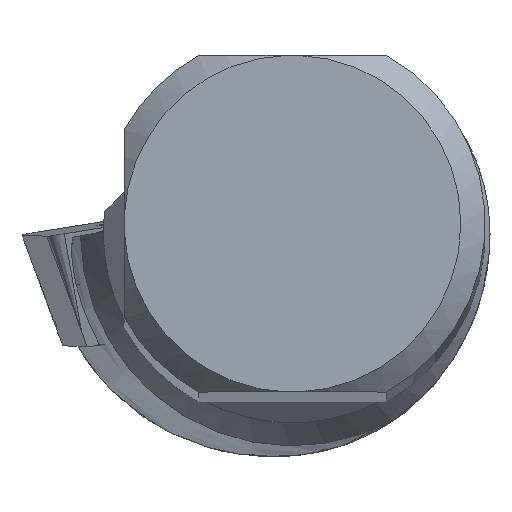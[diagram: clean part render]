
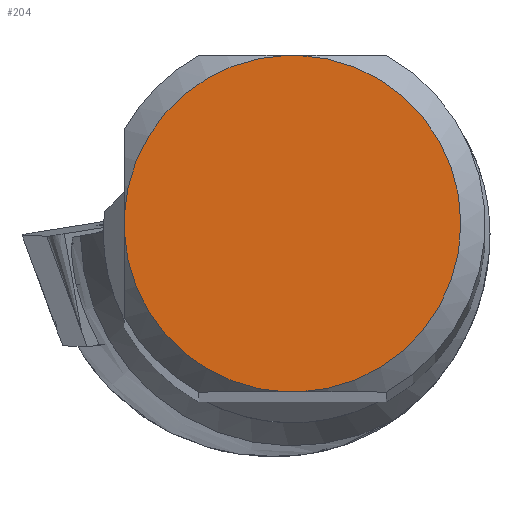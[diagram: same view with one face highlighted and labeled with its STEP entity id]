
A CAD part, top view. The second image highlights one B-rep face of the part: STEP entity #204.
In plain terms, the highlighted planar face has unit normal (0, 0, 1).
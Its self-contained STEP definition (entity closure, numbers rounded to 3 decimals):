
#155=FACE_OUTER_BOUND('',#436,.T.);
#204=ADVANCED_FACE('',(#155),#235,.T.);
#235=PLANE('',#1122);
#292=LINE('',#1823,#359);
#293=LINE('',#1824,#360);
#294=LINE('',#1828,#361);
#359=VECTOR('',#1320,1.);
#360=VECTOR('',#1321,1.);
#361=VECTOR('',#1324,1.);
#436=EDGE_LOOP('',(#596,#597,#598,#599,#600,#601));
#596=ORIENTED_EDGE('',*,*,#907,.F.);
#597=ORIENTED_EDGE('',*,*,#887,.T.);
#598=ORIENTED_EDGE('',*,*,#908,.F.);
#599=ORIENTED_EDGE('',*,*,#909,.T.);
#600=ORIENTED_EDGE('',*,*,#910,.F.);
#601=ORIENTED_EDGE('',*,*,#889,.T.);
#782=VERTEX_POINT('',#1745);
#784=VERTEX_POINT('',#1752);
#785=VERTEX_POINT('',#1759);
#786=VERTEX_POINT('',#1761);
#796=VERTEX_POINT('',#1825);
#797=VERTEX_POINT('',#1827);
#887=EDGE_CURVE('',#782,#784,#964,.T.);
#889=EDGE_CURVE('',#786,#785,#965,.T.);
#907=EDGE_CURVE('',#782,#785,#292,.T.);
#908=EDGE_CURVE('',#796,#784,#293,.T.);
#909=EDGE_CURVE('',#796,#797,#968,.T.);
#910=EDGE_CURVE('',#786,#797,#294,.T.);
#964=CIRCLE('',#1109,3.463);
#965=CIRCLE('',#1111,3.463);
#968=CIRCLE('',#1121,3.463);
#1109=AXIS2_PLACEMENT_3D('',#1753,#1290,#1291);
#1111=AXIS2_PLACEMENT_3D('',#1760,#1294,#1295);
#1121=AXIS2_PLACEMENT_3D('',#1826,#1322,#1323);
#1122=AXIS2_PLACEMENT_3D('',#1829,#1325,#1326);
#1290=DIRECTION('',(0.,0.,1.));
#1291=DIRECTION('',(1.,0.,0.));
#1294=DIRECTION('',(0.,0.,1.));
#1295=DIRECTION('',(1.,0.,0.));
#1320=DIRECTION('',(-1.,0.,0.));
#1321=DIRECTION('',(1.,0.,0.));
#1322=DIRECTION('',(0.,0.,1.));
#1323=DIRECTION('',(1.,0.,0.));
#1324=DIRECTION('',(0.,1.,0.));
#1325=DIRECTION('',(0.,0.,1.));
#1326=DIRECTION('',(1.,0.,0.));
#1745=CARTESIAN_POINT('',(0.132,-3.46,0.));
#1752=CARTESIAN_POINT('',(0.132,3.46,0.));
#1753=CARTESIAN_POINT('',(0.,0.,0.));
#1759=CARTESIAN_POINT('',(-0.132,-3.46,0.));
#1760=CARTESIAN_POINT('',(0.,0.,0.));
#1761=CARTESIAN_POINT('',(-3.458,-0.186,0.));
#1823=CARTESIAN_POINT('',(4.468,-3.46,0.));
#1824=CARTESIAN_POINT('',(-3.458,3.46,0.));
#1825=CARTESIAN_POINT('',(-0.132,3.46,0.));
#1826=CARTESIAN_POINT('',(0.,0.,0.));
#1827=CARTESIAN_POINT('',(-3.458,0.186,0.));
#1828=CARTESIAN_POINT('',(-3.458,-3.46,0.));
#1829=CARTESIAN_POINT('',(0.,0.,
0.));
